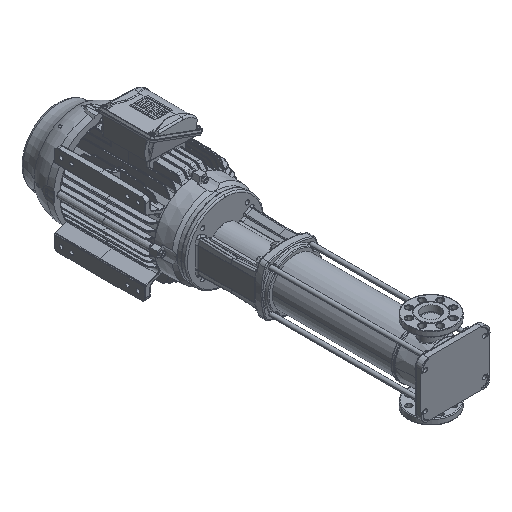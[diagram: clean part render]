
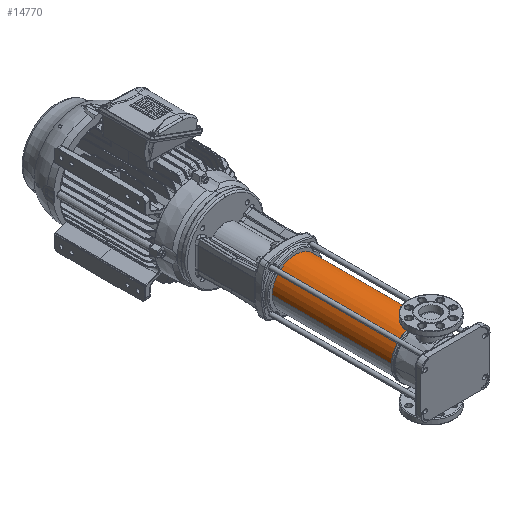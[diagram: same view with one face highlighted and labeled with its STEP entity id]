
A CAD part, isometric view. The second image highlights one B-rep face of the part: STEP entity #14770.
In plain terms, the highlighted cylindrical face has radius 85.35 mm (diameter 170.7 mm), a partial arc.
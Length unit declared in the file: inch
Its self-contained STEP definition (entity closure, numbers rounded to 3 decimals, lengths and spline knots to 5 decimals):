
#671 = DIRECTION ( 'NONE',  ( 0., 1., 0. ) ) ;
#2958 = CARTESIAN_POINT ( 'NONE',  ( 0., 2.20472, -3.36024 ) ) ;
#9454 = LINE ( 'NONE', #184590, #21053 ) ;
#11687 = EDGE_LOOP ( 'NONE', ( #117754, #26232, #124027, #32277 ) ) ;
#14606 = CARTESIAN_POINT ( 'NONE',  ( 0., 19.40236, -3.36024 ) ) ;
#14770 = ADVANCED_FACE ( 'NONE', ( #115348 ), #69370, .T. ) ;
#19550 = DIRECTION ( 'NONE',  ( 0., 1., 0. ) ) ;
#21053 = VECTOR ( 'NONE', #25683, 39.37008 ) ;
#25683 = DIRECTION ( 'NONE',  ( 0., 1., 0. ) ) ;
#26232 = ORIENTED_EDGE ( 'NONE', *, *, #141410, .T. ) ;
#31470 = VERTEX_POINT ( 'NONE', #91096 ) ;
#31787 = VECTOR ( 'NONE', #671, 39.37008 ) ;
#32277 = ORIENTED_EDGE ( 'NONE', *, *, #106498, .T. ) ;
#38424 = CARTESIAN_POINT ( 'NONE',  ( 0., 19.40236, 0. ) ) ;
#40635 = DIRECTION ( 'NONE',  ( 0., 0., 1. ) ) ;
#42542 = DIRECTION ( 'NONE',  ( 0., 1., 0. ) ) ;
#49375 = CIRCLE ( 'NONE', #183782, 3.36024 ) ;
#49429 = CIRCLE ( 'NONE', #156395, 3.36024 ) ;
#51925 = VERTEX_POINT ( 'NONE', #14606 ) ;
#61456 = EDGE_CURVE ( 'NONE', #169140, #51925, #9454, .T. ) ;
#69370 = CYLINDRICAL_SURFACE ( 'NONE', #185594, 3.36024 ) ;
#73140 = EDGE_CURVE ( 'NONE', #107943, #31470, #131847, .T. ) ;
#91096 = CARTESIAN_POINT ( 'NONE',  ( 0., 19.40236, 3.36024 ) ) ;
#96889 = DIRECTION ( 'NONE',  ( 0., -1., 0. ) ) ;
#106498 = EDGE_CURVE ( 'NONE', #31470, #51925, #49375, .T. ) ;
#107943 = VERTEX_POINT ( 'NONE', #144721 ) ;
#115348 = FACE_OUTER_BOUND ( 'NONE', #11687, .T. ) ;
#117754 = ORIENTED_EDGE ( 'NONE', *, *, #61456, .F. ) ;
#124027 = ORIENTED_EDGE ( 'NONE', *, *, #73140, .T. ) ;
#131847 = LINE ( 'NONE', #143341, #31787 ) ;
#133533 = CARTESIAN_POINT ( 'NONE',  ( 0., 2.20472, 0. ) ) ;
#137267 = DIRECTION ( 'NONE',  ( 0., 0., 1. ) ) ;
#141410 = EDGE_CURVE ( 'NONE', #169140, #107943, #49429, .T. ) ;
#143341 = CARTESIAN_POINT ( 'NONE',  ( 0., 1.70079, 3.36024 ) ) ;
#144721 = CARTESIAN_POINT ( 'NONE',  ( 0., 2.20472, 3.36024 ) ) ;
#155179 = DIRECTION ( 'NONE',  ( 0., 0., 1. ) ) ;
#156395 = AXIS2_PLACEMENT_3D ( 'NONE', #133533, #19550, #137267 ) ;
#160245 = CARTESIAN_POINT ( 'NONE',  ( 0., 1.70079, 0. ) ) ;
#169140 = VERTEX_POINT ( 'NONE', #2958 ) ;
#183782 = AXIS2_PLACEMENT_3D ( 'NONE', #38424, #96889, #155179 ) ;
#184590 = CARTESIAN_POINT ( 'NONE',  ( 0., 1.70079, -3.36024 ) ) ;
#185594 = AXIS2_PLACEMENT_3D ( 'NONE', #160245, #42542, #40635 ) ;
